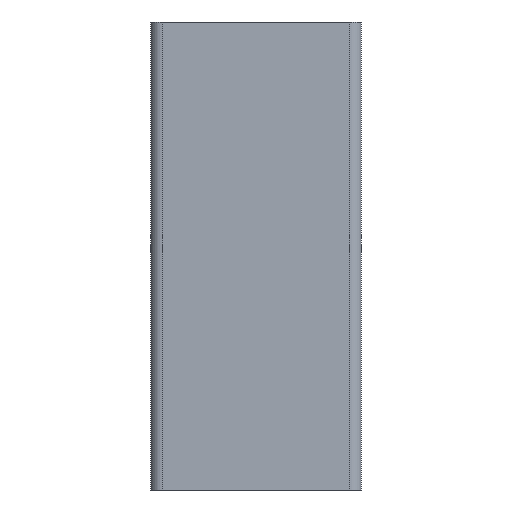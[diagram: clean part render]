
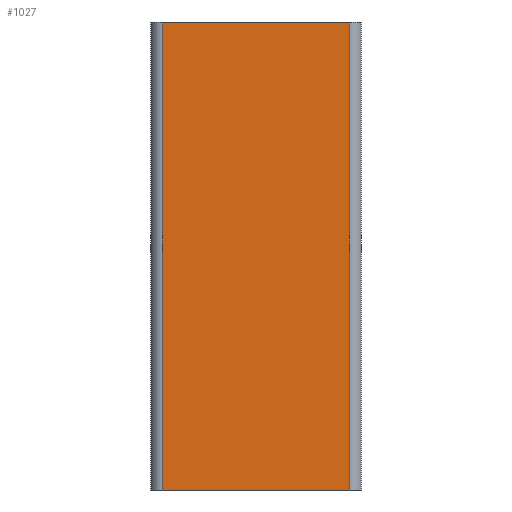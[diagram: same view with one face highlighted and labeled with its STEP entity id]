
A CAD part, front view. The second image highlights one B-rep face of the part: STEP entity #1027.
In plain terms, the highlighted planar face has unit normal (0, -1, 0).
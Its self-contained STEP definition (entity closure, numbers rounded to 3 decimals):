
#43=PLANE('',#1125);
#95=FACE_OUTER_BOUND('',#147,.T.);
#147=EDGE_LOOP('',(#901,#902,#903,#904));
#240=LINE('',#1690,#346);
#248=LINE('',#1710,#354);
#253=LINE('',#1725,#359);
#254=LINE('',#1728,#360);
#346=VECTOR('',#1380,40.);
#354=VECTOR('',#1400,100.);
#359=VECTOR('',#1419,100.);
#360=VECTOR('',#1424,40.);
#494=VERTEX_POINT('',#1687);
#495=VERTEX_POINT('',#1689);
#501=VERTEX_POINT('',#1708);
#504=VERTEX_POINT('',#1724);
#634=EDGE_CURVE('',#495,#494,#240,.T.);
#645=EDGE_CURVE('',#501,#494,#248,.T.);
#652=EDGE_CURVE('',#504,#495,#253,.T.);
#654=EDGE_CURVE('',#504,#501,#254,.T.);
#901=ORIENTED_EDGE('',*,*,#634,.T.);
#902=ORIENTED_EDGE('',*,*,#645,.F.);
#903=ORIENTED_EDGE('',*,*,#654,.F.);
#904=ORIENTED_EDGE('',*,*,#652,.T.);
#1027=ADVANCED_FACE('',(#95),#43,.T.);
#1125=AXIS2_PLACEMENT_3D('',#1727,#1422,#1423);
#1380=DIRECTION('',(-1.,0.,0.));
#1400=DIRECTION('',(0.,0.,1.));
#1419=DIRECTION('',(0.,0.,1.));
#1422=DIRECTION('center_axis',(0.,-1.,0.));
#1423=DIRECTION('ref_axis',(1.,0.,0.));
#1424=DIRECTION('',(-1.,0.,0.));
#1687=CARTESIAN_POINT('',(-20.,-9.25,100.));
#1689=CARTESIAN_POINT('',(20.,-9.25,100.));
#1690=CARTESIAN_POINT('',(-10.,-9.25,100.));
#1708=CARTESIAN_POINT('',(-20.,-9.25,0.));
#1710=CARTESIAN_POINT('',(-20.,-9.25,0.));
#1724=CARTESIAN_POINT('',(20.,-9.25,0.));
#1725=CARTESIAN_POINT('',(20.,-9.25,0.));
#1727=CARTESIAN_POINT('Origin',(-20.,-9.25,0.));
#1728=CARTESIAN_POINT('',(-10.,-9.25,0.));
